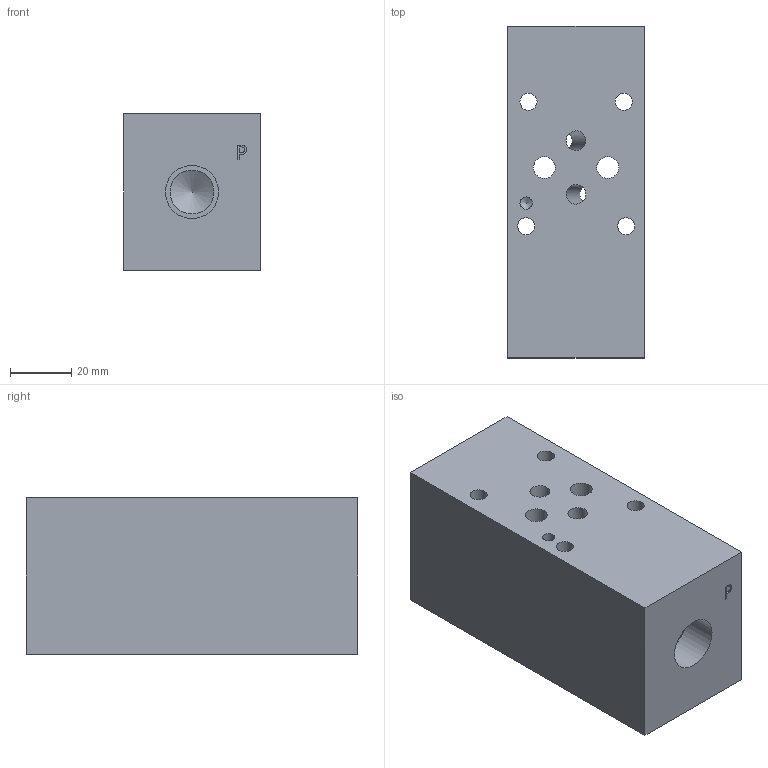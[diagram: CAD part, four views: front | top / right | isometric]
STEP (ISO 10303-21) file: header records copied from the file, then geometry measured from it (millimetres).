
FILE_DESCRIPTION(/* description */ (''),/* implementation_level */ '2;1');
FILE_NAME(/* name */ '_D03TPPT6P.stp',/* time_stamp */ '2020-07-27T12:16:28-04:00',/* author */ ('trevorh'),/* organization */ (''),/* preprocessor_version */ 'ST-DEVELOPER v17',/* originating_system */ 'Autodesk Inventor 2019',/* authorisation */ '');
FILE_SCHEMA (('AUTOMOTIVE_DESIGN { 1 0 10303 214 3 1 1 }'));
Length unit declared in the file: millimetre
Products named in the file (1): Part_AD03TPPT6P_3D
Bounding box: 44.45 x 107.95 x 50.8 mm (x, y, z)
Volume: 220412.9 mm3; surface area: 35721.8 mm2
Topology: 1 solids, 1 shells, 386 faces, 1059 edges, 712 vertices
Faces by surface type: plane 256, bspline 98, cylinder 24, cone 8
Full cylindrical faces by diameter (mm): 3.175 x1, 3.962 x1, 5.563 x4, 6.35 x4, 7.137 x2, 12.7 x4, 14.3 x2, 17.297 x2
Entity records: 13141 total; most frequent: CARTESIAN_POINT 3516, ORIENTED_EDGE 2110, DIRECTION 1515, EDGE_CURVE 1055, LINE 773, VECTOR 773, VERTEX_POINT 712, EDGE_LOOP 443
